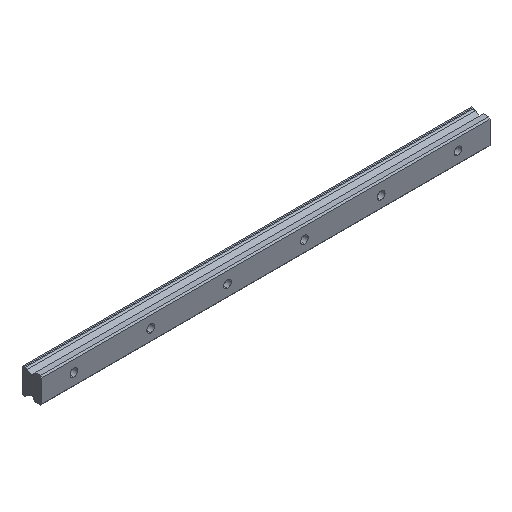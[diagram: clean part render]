
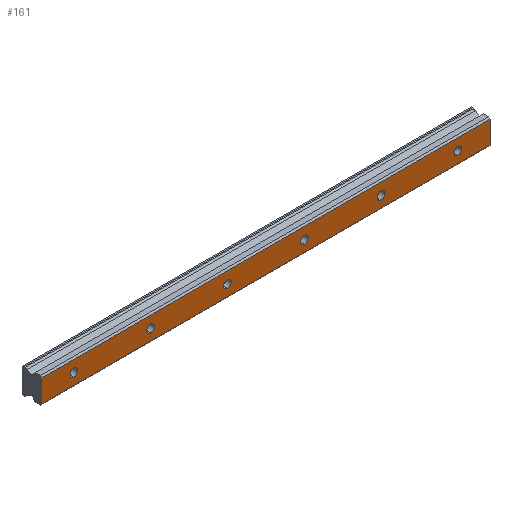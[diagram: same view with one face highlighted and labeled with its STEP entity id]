
A CAD part, isometric view. The second image highlights one B-rep face of the part: STEP entity #161.
In plain terms, the highlighted planar face has unit normal (0, -1, 0).
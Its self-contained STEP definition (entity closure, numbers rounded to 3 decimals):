
#8 = VERTEX_POINT ( 'NONE', #751 ) ;
#27 = AXIS2_PLACEMENT_3D ( 'NONE', #1399, #1228, #1649 ) ;
#29 = VECTOR ( 'NONE', #1066, 1000. ) ;
#38 = ORIENTED_EDGE ( 'NONE', *, *, #1418, .F. ) ;
#70 = EDGE_CURVE ( 'NONE', #1350, #71, #1504, .T. ) ;
#71 = VERTEX_POINT ( 'NONE', #909 ) ;
#86 = CIRCLE ( 'NONE', #1261, 3. ) ;
#87 = CARTESIAN_POINT ( 'NONE',  ( 240., 0., -3. ) ) ;
#100 = ORIENTED_EDGE ( 'NONE', *, *, #455, .F. ) ;
#101 = DIRECTION ( 'NONE',  ( 0., -1., 0. ) ) ;
#105 = LINE ( 'NONE', #391, #29 ) ;
#138 = CARTESIAN_POINT ( 'NONE',  ( 300., 0., 0. ) ) ;
#139 = DIRECTION ( 'NONE',  ( 0., 0., 1. ) ) ;
#145 = VERTEX_POINT ( 'NONE', #87 ) ;
#152 = DIRECTION ( 'NONE',  ( 0., 0., -1. ) ) ;
#161 = ADVANCED_FACE ( 'NONE', ( #1391, #666, #945, #1660, #503, #1099, #385 ), #952, .F. ) ;
#171 = DIRECTION ( 'NONE',  ( 0., 0., 1. ) ) ;
#173 = CARTESIAN_POINT ( 'NONE',  ( 300., 0., 3. ) ) ;
#210 = AXIS2_PLACEMENT_3D ( 'NONE', #959, #101, #1495 ) ;
#216 = CIRCLE ( 'NONE', #1173, 3. ) ;
#224 = CARTESIAN_POINT ( 'NONE',  ( 120., 0., -3. ) ) ;
#242 = VECTOR ( 'NONE', #152, 1000. ) ;
#259 = EDGE_CURVE ( 'NONE', #1587, #419, #105, .T. ) ;
#306 = AXIS2_PLACEMENT_3D ( 'NONE', #380, #1674, #1235 ) ;
#308 = VERTEX_POINT ( 'NONE', #580 ) ;
#328 = CARTESIAN_POINT ( 'NONE',  ( 0., 0., 0. ) ) ;
#329 = EDGE_LOOP ( 'NONE', ( #1123, #941, #878, #1634 ) ) ;
#338 = CIRCLE ( 'NONE', #1352, 3. ) ;
#345 = DIRECTION ( 'NONE',  ( 0., -1., 0. ) ) ;
#352 = CARTESIAN_POINT ( 'NONE',  ( -25., 0., -8.82 ) ) ;
#379 = VERTEX_POINT ( 'NONE', #173 ) ;
#380 = CARTESIAN_POINT ( 'NONE',  ( 180., 0., 0. ) ) ;
#385 = FACE_BOUND ( 'NONE', #1085, .T. ) ;
#390 = CARTESIAN_POINT ( 'NONE',  ( 240., 0., 0. ) ) ;
#391 = CARTESIAN_POINT ( 'NONE',  ( 325., 0., -8.82 ) ) ;
#393 = ORIENTED_EDGE ( 'NONE', *, *, #978, .F. ) ;
#419 = VERTEX_POINT ( 'NONE', #352 ) ;
#430 = VERTEX_POINT ( 'NONE', #608 ) ;
#454 = DIRECTION ( 'NONE',  ( 0., -1., 0. ) ) ;
#455 = EDGE_CURVE ( 'NONE', #71, #1350, #1388, .T. ) ;
#461 = LINE ( 'NONE', #729, #242 ) ;
#464 = VERTEX_POINT ( 'NONE', #1030 ) ;
#482 = ORIENTED_EDGE ( 'NONE', *, *, #578, .F. ) ;
#487 = CIRCLE ( 'NONE', #1288, 3. ) ;
#488 = CIRCLE ( 'NONE', #210, 3. ) ;
#503 = FACE_BOUND ( 'NONE', #1728, .T. ) ;
#559 = DIRECTION ( 'NONE',  ( 1., 0., 0. ) ) ;
#578 = EDGE_CURVE ( 'NONE', #929, #464, #216, .T. ) ;
#580 = CARTESIAN_POINT ( 'NONE',  ( 180., 0., -3. ) ) ;
#587 = DIRECTION ( 'NONE',  ( 0., 0., 1. ) ) ;
#608 = CARTESIAN_POINT ( 'NONE',  ( -25., 0., 8.82 ) ) ;
#626 = ORIENTED_EDGE ( 'NONE', *, *, #951, .F. ) ;
#643 = DIRECTION ( 'NONE',  ( 0., 0., 1. ) ) ;
#646 = EDGE_CURVE ( 'NONE', #464, #929, #874, .T. ) ;
#656 = EDGE_CURVE ( 'NONE', #430, #1234, #1860, .T. ) ;
#666 = FACE_BOUND ( 'NONE', #1384, .T. ) ;
#716 = DIRECTION ( 'NONE',  ( 0., -1., 0. ) ) ;
#729 = CARTESIAN_POINT ( 'NONE',  ( 325., 0., 8.82 ) ) ;
#748 = DIRECTION ( 'NONE',  ( 0., -1., 0. ) ) ;
#751 = CARTESIAN_POINT ( 'NONE',  ( 180., 0., 3. ) ) ;
#789 = CARTESIAN_POINT ( 'NONE',  ( 60., 0., 0. ) ) ;
#792 = EDGE_CURVE ( 'NONE', #1234, #1587, #461, .T. ) ;
#864 = AXIS2_PLACEMENT_3D ( 'NONE', #1485, #1653, #1385 ) ;
#865 = CARTESIAN_POINT ( 'NONE',  ( 60., 0., 3. ) ) ;
#874 = CIRCLE ( 'NONE', #1419, 3. ) ;
#878 = ORIENTED_EDGE ( 'NONE', *, *, #656, .F. ) ;
#881 = DIRECTION ( 'NONE',  ( 0., 0., 1. ) ) ;
#898 = VECTOR ( 'NONE', #881, 1000. ) ;
#909 = CARTESIAN_POINT ( 'NONE',  ( 120., 0., 3. ) ) ;
#910 = CARTESIAN_POINT ( 'NONE',  ( 300., 0., -3. ) ) ;
#929 = VERTEX_POINT ( 'NONE', #865 ) ;
#932 = EDGE_CURVE ( 'NONE', #1559, #1069, #1562, .T. ) ;
#941 = ORIENTED_EDGE ( 'NONE', *, *, #792, .F. ) ;
#944 = DIRECTION ( 'NONE',  ( 0., 0., 1. ) ) ;
#945 = FACE_BOUND ( 'NONE', #1680, .T. ) ;
#951 = EDGE_CURVE ( 'NONE', #379, #1356, #1194, .T. ) ;
#952 = PLANE ( 'NONE',  #27 ) ;
#959 = CARTESIAN_POINT ( 'NONE',  ( 240., 0., 0. ) ) ;
#976 = EDGE_LOOP ( 'NONE', ( #100, #1461 ) ) ;
#978 = EDGE_CURVE ( 'NONE', #8, #308, #1256, .T. ) ;
#1003 = LINE ( 'NONE', #1586, #898 ) ;
#1005 = DIRECTION ( 'NONE',  ( 0., 0., 1. ) ) ;
#1021 = CARTESIAN_POINT ( 'NONE',  ( 120., 0., 0. ) ) ;
#1030 = CARTESIAN_POINT ( 'NONE',  ( 60., 0., -3. ) ) ;
#1063 = DIRECTION ( 'NONE',  ( 0., 0., 1. ) ) ;
#1066 = DIRECTION ( 'NONE',  ( -1., 0., 0. ) ) ;
#1069 = VERTEX_POINT ( 'NONE', #1565 ) ;
#1071 = DIRECTION ( 'NONE',  ( 0., 0., 1. ) ) ;
#1085 = EDGE_LOOP ( 'NONE', ( #482, #1333 ) ) ;
#1099 = FACE_BOUND ( 'NONE', #976, .T. ) ;
#1123 = ORIENTED_EDGE ( 'NONE', *, *, #259, .F. ) ;
#1138 = AXIS2_PLACEMENT_3D ( 'NONE', #1021, #454, #1199 ) ;
#1173 = AXIS2_PLACEMENT_3D ( 'NONE', #789, #1361, #643 ) ;
#1178 = CARTESIAN_POINT ( 'NONE',  ( 120., 0., 0. ) ) ;
#1193 = DIRECTION ( 'NONE',  ( 0., -1., 0. ) ) ;
#1194 = CIRCLE ( 'NONE', #864, 3. ) ;
#1199 = DIRECTION ( 'NONE',  ( 0., 0., 1. ) ) ;
#1224 = CARTESIAN_POINT ( 'NONE',  ( 180., 0., 0. ) ) ;
#1228 = DIRECTION ( 'NONE',  ( 0., 1., 0. ) ) ;
#1232 = CIRCLE ( 'NONE', #1412, 3. ) ;
#1234 = VERTEX_POINT ( 'NONE', #1455 ) ;
#1235 = DIRECTION ( 'NONE',  ( 0., 0., 1. ) ) ;
#1256 = CIRCLE ( 'NONE', #306, 3. ) ;
#1261 = AXIS2_PLACEMENT_3D ( 'NONE', #1224, #1796, #1071 ) ;
#1279 = EDGE_CURVE ( 'NONE', #419, #430, #1003, .T. ) ;
#1288 = AXIS2_PLACEMENT_3D ( 'NONE', #390, #345, #944 ) ;
#1292 = CARTESIAN_POINT ( 'NONE',  ( 325., 0., 8.82 ) ) ;
#1316 = AXIS2_PLACEMENT_3D ( 'NONE', #1786, #1817, #1063 ) ;
#1333 = ORIENTED_EDGE ( 'NONE', *, *, #646, .F. ) ;
#1350 = VERTEX_POINT ( 'NONE', #224 ) ;
#1352 = AXIS2_PLACEMENT_3D ( 'NONE', #328, #1193, #171 ) ;
#1356 = VERTEX_POINT ( 'NONE', #910 ) ;
#1361 = DIRECTION ( 'NONE',  ( 0., -1., 0. ) ) ;
#1384 = EDGE_LOOP ( 'NONE', ( #1619, #1458 ) ) ;
#1385 = DIRECTION ( 'NONE',  ( 0., 0., 1. ) ) ;
#1388 = CIRCLE ( 'NONE', #1692, 3. ) ;
#1391 = FACE_OUTER_BOUND ( 'NONE', #329, .T. ) ;
#1399 = CARTESIAN_POINT ( 'NONE',  ( 325., 0., 8.82 ) ) ;
#1412 = AXIS2_PLACEMENT_3D ( 'NONE', #138, #716, #1005 ) ;
#1418 = EDGE_CURVE ( 'NONE', #1434, #145, #487, .T. ) ;
#1419 = AXIS2_PLACEMENT_3D ( 'NONE', #1727, #1718, #139 ) ;
#1434 = VERTEX_POINT ( 'NONE', #1520 ) ;
#1455 = CARTESIAN_POINT ( 'NONE',  ( 325., 0., 8.82 ) ) ;
#1457 = CARTESIAN_POINT ( 'NONE',  ( 0., 0., -3. ) ) ;
#1458 = ORIENTED_EDGE ( 'NONE', *, *, #932, .F. ) ;
#1461 = ORIENTED_EDGE ( 'NONE', *, *, #70, .F. ) ;
#1480 = EDGE_LOOP ( 'NONE', ( #38, #1497 ) ) ;
#1485 = CARTESIAN_POINT ( 'NONE',  ( 300., 0., 0. ) ) ;
#1495 = DIRECTION ( 'NONE',  ( 0., 0., 1. ) ) ;
#1497 = ORIENTED_EDGE ( 'NONE', *, *, #1666, .F. ) ;
#1504 = CIRCLE ( 'NONE', #1138, 3. ) ;
#1520 = CARTESIAN_POINT ( 'NONE',  ( 240., 0., 3. ) ) ;
#1559 = VERTEX_POINT ( 'NONE', #1457 ) ;
#1562 = CIRCLE ( 'NONE', #1316, 3. ) ;
#1565 = CARTESIAN_POINT ( 'NONE',  ( 0., 0., 3. ) ) ;
#1573 = EDGE_CURVE ( 'NONE', #1069, #1559, #338, .T. ) ;
#1586 = CARTESIAN_POINT ( 'NONE',  ( -25., 0., 8.82 ) ) ;
#1587 = VERTEX_POINT ( 'NONE', #1647 ) ;
#1606 = VECTOR ( 'NONE', #559, 1000. ) ;
#1619 = ORIENTED_EDGE ( 'NONE', *, *, #1573, .F. ) ;
#1634 = ORIENTED_EDGE ( 'NONE', *, *, #1279, .F. ) ;
#1647 = CARTESIAN_POINT ( 'NONE',  ( 325., 0., -8.82 ) ) ;
#1649 = DIRECTION ( 'NONE',  ( 0., 0., 1. ) ) ;
#1653 = DIRECTION ( 'NONE',  ( 0., -1., 0. ) ) ;
#1660 = FACE_BOUND ( 'NONE', #1480, .T. ) ;
#1666 = EDGE_CURVE ( 'NONE', #145, #1434, #488, .T. ) ;
#1674 = DIRECTION ( 'NONE',  ( 0., -1., 0. ) ) ;
#1676 = EDGE_CURVE ( 'NONE', #308, #8, #86, .T. ) ;
#1680 = EDGE_LOOP ( 'NONE', ( #626, #1845 ) ) ;
#1692 = AXIS2_PLACEMENT_3D ( 'NONE', #1178, #748, #587 ) ;
#1718 = DIRECTION ( 'NONE',  ( 0., -1., 0. ) ) ;
#1727 = CARTESIAN_POINT ( 'NONE',  ( 60., 0., 0. ) ) ;
#1728 = EDGE_LOOP ( 'NONE', ( #393, #1831 ) ) ;
#1786 = CARTESIAN_POINT ( 'NONE',  ( 0., 0., 0. ) ) ;
#1796 = DIRECTION ( 'NONE',  ( 0., -1., 0. ) ) ;
#1801 = EDGE_CURVE ( 'NONE', #1356, #379, #1232, .T. ) ;
#1817 = DIRECTION ( 'NONE',  ( 0., -1., 0. ) ) ;
#1831 = ORIENTED_EDGE ( 'NONE', *, *, #1676, .F. ) ;
#1845 = ORIENTED_EDGE ( 'NONE', *, *, #1801, .F. ) ;
#1860 = LINE ( 'NONE', #1292, #1606 ) ;
